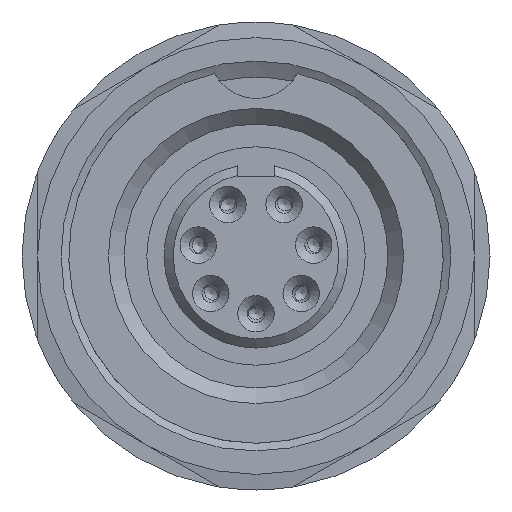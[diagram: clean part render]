
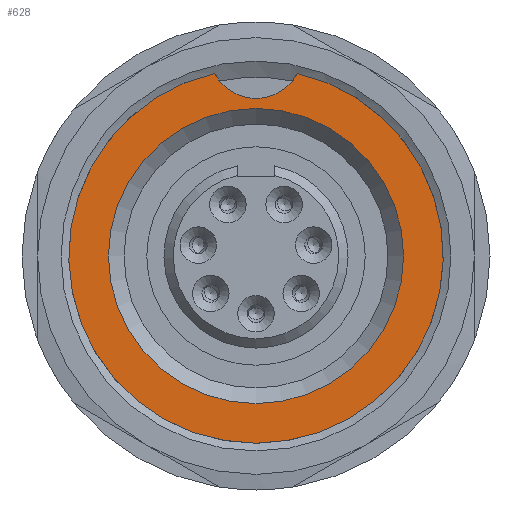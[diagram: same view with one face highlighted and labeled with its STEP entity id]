
A CAD part, left-side view. The second image highlights one B-rep face of the part: STEP entity #628.
In plain terms, the highlighted planar face has unit normal (-1, 0, 0).
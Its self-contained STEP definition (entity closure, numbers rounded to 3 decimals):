
#461=PLANE('',#3050);
#628=ADVANCED_FACE('',(#884,#885),#461,.T.);
#884=FACE_BOUND('',#1147,.T.);
#885=FACE_BOUND('',#1148,.T.);
#1147=EDGE_LOOP('',(#1846));
#1148=EDGE_LOOP('',(#1847,#1848));
#1846=ORIENTED_EDGE('',*,*,#2514,.T.);
#1847=ORIENTED_EDGE('',*,*,#2515,.F.);
#1848=ORIENTED_EDGE('',*,*,#2516,.T.);
#2210=VERTEX_POINT('',#5235);
#2211=VERTEX_POINT('',#5238);
#2212=VERTEX_POINT('',#5239);
#2514=EDGE_CURVE('',#2210,#2210,#2724,.T.);
#2515=EDGE_CURVE('',#2211,#2212,#2725,.T.);
#2516=EDGE_CURVE('',#2211,#2212,#2726,.T.);
#2724=CIRCLE('',#3046,4.73);
#2725=CIRCLE('',#3048,6.);
#2726=CIRCLE('',#3049,1.5);
#3046=AXIS2_PLACEMENT_3D('',#5234,#3758,#3759);
#3048=AXIS2_PLACEMENT_3D('',#5237,#3762,#3763);
#3049=AXIS2_PLACEMENT_3D('',#5240,#3764,#3765);
#3050=AXIS2_PLACEMENT_3D('',#5241,#3766,#3767);
#3758=DIRECTION('',(1.,0.,0.));
#3759=DIRECTION('',(0.,0.,1.));
#3762=DIRECTION('',(1.,0.,0.));
#3763=DIRECTION('',(0.,0.,-1.));
#3764=DIRECTION('',(1.,0.,0.));
#3765=DIRECTION('',(0.,0.,1.));
#3766=DIRECTION('',(-1.,0.,0.));
#3767=DIRECTION('',(0.,0.,1.));
#5234=CARTESIAN_POINT('',(0.,0.,0.));
#5235=CARTESIAN_POINT('',(0.,0.,4.73));
#5237=CARTESIAN_POINT('',(0.,0.,0.));
#5238=CARTESIAN_POINT('',(0.,-1.327,5.851));
#5239=CARTESIAN_POINT('',(0.,1.327,5.851));
#5240=CARTESIAN_POINT('',(0.,0.,6.55));
#5241=CARTESIAN_POINT('',(0.,0.,0.));
